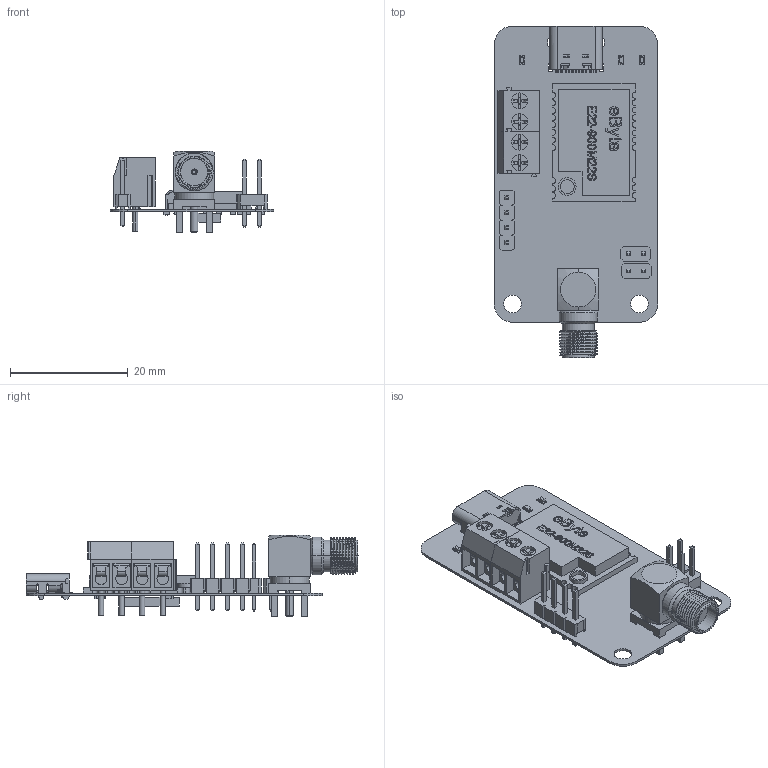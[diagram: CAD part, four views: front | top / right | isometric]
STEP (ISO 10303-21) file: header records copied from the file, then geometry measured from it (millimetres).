
FILE_DESCRIPTION(('Open CASCADE Model'),'2;1');
FILE_NAME('Open CASCADE Shape Model','2023-10-27T17:26:04',('Author'),( 'Open CASCADE'),'Open CASCADE STEP processor 7.5','Open CASCADE 7.5' ,'Unknown');
FILE_SCHEMA(('AUTOMOTIVE_DESIGN { 1 0 10303 214 1 1 1 1 }'));
Length unit declared in the file: millimetre
Products named in the file (44): PCB; Board; Open CASCADE STEP translator 7.5 2.1.1; R4; SW3DPS-RESISTOR 0603-DEFAULT; R3; L3; User Library-LED_0603_R; User Library-LED_0603_R_Pocket002; User Library-LED_0603_R_Pad004; User Library-LED_0603_R_Fillet; User Library-LED_0603_R_Pocket001; User Library-LED_0603_R_Pad; L2; CN1; 2pin scrw termial 3,5pitch; USB1; TYPE-C-31-M-12--3DModel-STEP-56544; TYPE-C-31-M-12; R2; R1; CN4; User Library-Pin Bar 2X1 2_54mm 11_5mm length; CN3; C1; C2; C6; C7; C8; ANT1; User Library-901-143-6RFX; CN2; 65781; L1; R5; U1; 7710346544; Extruded; U3; E22-900M22S v2
Assembly tree (56 placements, depth 4):
  PCB
    Board
      Open CASCADE STEP translator 7.5 2.1.1
    R4
      SW3DPS-RESISTOR 0603-DEFAULT
    R3
      SW3DPS-RESISTOR 0603-DEFAULT
    L3
      User Library-LED_0603_R
        User Library-LED_0603_R_Pocket002
        User Library-LED_0603_R_Pad004
        User Library-LED_0603_R_Fillet
        User Library-LED_0603_R_Pocket001
        User Library-LED_0603_R_Pad
    L2
      User Library-LED_0603_R
        User Library-LED_0603_R_Pocket002
        User Library-LED_0603_R_Pad004
        User Library-LED_0603_R_Fillet
        User Library-LED_0603_R_Pocket001
        User Library-LED_0603_R_Pad
    CN1
      2pin scrw termial 3,5pitch  x2
    USB1
      TYPE-C-31-M-12--3DModel-STEP-56544
        TYPE-C-31-M-12
    R2
      SW3DPS-RESISTOR 0603-DEFAULT
    R1
      SW3DPS-RESISTOR 0603-DEFAULT
    CN4
      User Library-Pin Bar 2X1 2_54mm 11_5mm length
    CN3
      User Library-Pin Bar 2X1 2_54mm 11_5mm length
    C1
      SW3DPS-RESISTOR 0603-DEFAULT
    C2
      SW3DPS-RESISTOR 0603-DEFAULT
    C6
      SW3DPS-RESISTOR 0603-DEFAULT
    C7
      SW3DPS-RESISTOR 0603-DEFAULT
    C8
      SW3DPS-RESISTOR 0603-DEFAULT
    ANT1
      User Library-901-143-6RFX
    CN2
      65781
      65781
      65781
      65781
      65781
    L1
      User Library-LED_0603_R
        User Library-LED_0603_R_Pocket002
        User Library-LED_0603_R_Pad004
        User Library-LED_0603_R_Fillet
        User Library-LED_0603_R_Pocket001
        User Library-LED_0603_R_Pad
    R5
Bounding box: 27.7 x 56.29 x 13.8 mm (x, y, z)
Volume: 2895.8 mm3; surface area: 6414.3 mm2
Topology: 77 solids, 80 shells, 2056 faces, 5178 edges, 3366 vertices
Faces by surface type: plane 1462, cylinder 293, bspline 263, cone 36, sphere 2
Full cylindrical faces by diameter (mm): 0.75 x2, 1.016 x4, 1.2 x5, 1.22 x8, 2.337 x1, 3 x3
Entity records: 55288 total; most frequent: CARTESIAN_POINT 14248, ORIENTED_EDGE 8328, DIRECTION 6856, EDGE_CURVE 4165, LINE 3050, VECTOR 3050, VERTEX_POINT 2708, AXIS2_PLACEMENT_3D 1903
